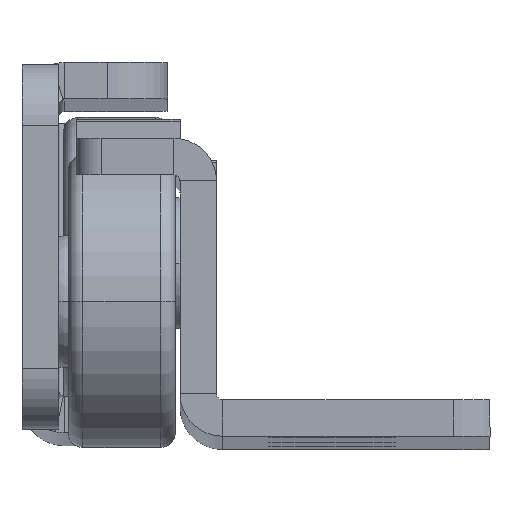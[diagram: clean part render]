
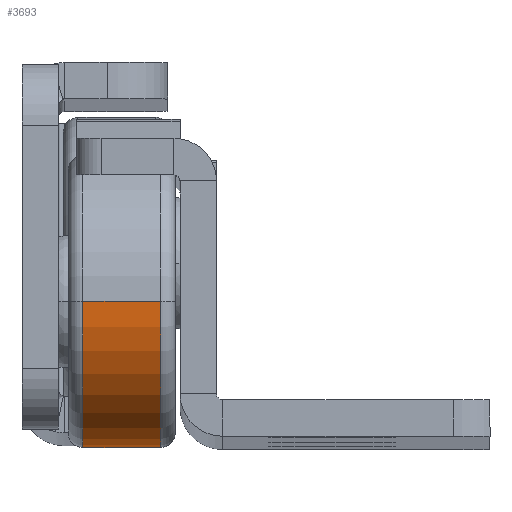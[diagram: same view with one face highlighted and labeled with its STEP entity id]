
A CAD part, top view. The second image highlights one B-rep face of the part: STEP entity #3693.
In plain terms, the highlighted cylindrical face has radius 12 mm (diameter 24 mm), a partial arc.
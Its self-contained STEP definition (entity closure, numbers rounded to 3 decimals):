
#146 = VERTEX_POINT ( 'NONE', #14758 ) ;
#704 = CARTESIAN_POINT ( 'NONE',  ( 0., 0., 12. ) ) ;
#893 = EDGE_CURVE ( 'NONE', #3684, #17603, #2632, .T. ) ;
#972 = EDGE_CURVE ( 'NONE', #14169, #3684, #990, .T. ) ;
#990 = LINE ( 'NONE', #704, #15890 ) ;
#2154 = DIRECTION ( 'NONE',  ( -1., 0., 0. ) ) ;
#2632 = CIRCLE ( 'NONE', #17129, 12. ) ;
#3349 = CARTESIAN_POINT ( 'NONE',  ( 0., 0., 0. ) ) ;
#3406 = DIRECTION ( 'NONE',  ( -1., 0., 0. ) ) ;
#3684 = VERTEX_POINT ( 'NONE', #5970 ) ;
#3693 = ADVANCED_FACE ( 'NONE', ( #12057 ), #16274, .T. ) ;
#5013 = DIRECTION ( 'NONE',  ( -1., 0., 0. ) ) ;
#5562 = DIRECTION ( 'NONE',  ( 0., 0., 1. ) ) ;
#5970 = CARTESIAN_POINT ( 'NONE',  ( 1.2, 0., 12. ) ) ;
#7021 = VECTOR ( 'NONE', #5013, 1000. ) ;
#7167 = CARTESIAN_POINT ( 'NONE',  ( 7.6, 0., 12. ) ) ;
#7598 = DIRECTION ( 'NONE',  ( 0., 0., 1. ) ) ;
#7702 = LINE ( 'NONE', #16474, #7021 ) ;
#7893 = ORIENTED_EDGE ( 'NONE', *, *, #9107, .T. ) ;
#9107 = EDGE_CURVE ( 'NONE', #146, #17603, #7702, .T. ) ;
#9178 = EDGE_LOOP ( 'NONE', ( #15074, #7893, #18509, #14346 ) ) ;
#11416 = AXIS2_PLACEMENT_3D ( 'NONE', #3349, #14727, #7598 ) ;
#11547 = DIRECTION ( 'NONE',  ( -1., 0., 0. ) ) ;
#11816 = CARTESIAN_POINT ( 'NONE',  ( 1.2, 0., -12. ) ) ;
#11860 = AXIS2_PLACEMENT_3D ( 'NONE', #14327, #11547, #5562 ) ;
#12057 = FACE_OUTER_BOUND ( 'NONE', #9178, .T. ) ;
#12691 = EDGE_CURVE ( 'NONE', #14169, #146, #16773, .T. ) ;
#13647 = CARTESIAN_POINT ( 'NONE',  ( 1.2, 0., 0. ) ) ;
#14169 = VERTEX_POINT ( 'NONE', #7167 ) ;
#14327 = CARTESIAN_POINT ( 'NONE',  ( 7.6, 0., 0. ) ) ;
#14346 = ORIENTED_EDGE ( 'NONE', *, *, #972, .F. ) ;
#14727 = DIRECTION ( 'NONE',  ( -1., 0., 0. ) ) ;
#14758 = CARTESIAN_POINT ( 'NONE',  ( 7.6, 0., -12. ) ) ;
#15074 = ORIENTED_EDGE ( 'NONE', *, *, #12691, .T. ) ;
#15890 = VECTOR ( 'NONE', #2154, 1000. ) ;
#16274 = CYLINDRICAL_SURFACE ( 'NONE', #11416, 12. ) ;
#16474 = CARTESIAN_POINT ( 'NONE',  ( 0., 0., -12. ) ) ;
#16773 = CIRCLE ( 'NONE', #11860, 12. ) ;
#17129 = AXIS2_PLACEMENT_3D ( 'NONE', #13647, #3406, #17989 ) ;
#17603 = VERTEX_POINT ( 'NONE', #11816 ) ;
#17989 = DIRECTION ( 'NONE',  ( 0., 0., 1. ) ) ;
#18509 = ORIENTED_EDGE ( 'NONE', *, *, #893, .F. ) ;
